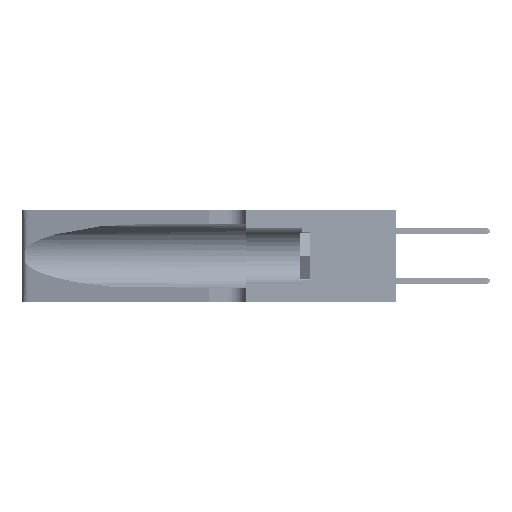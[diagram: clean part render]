
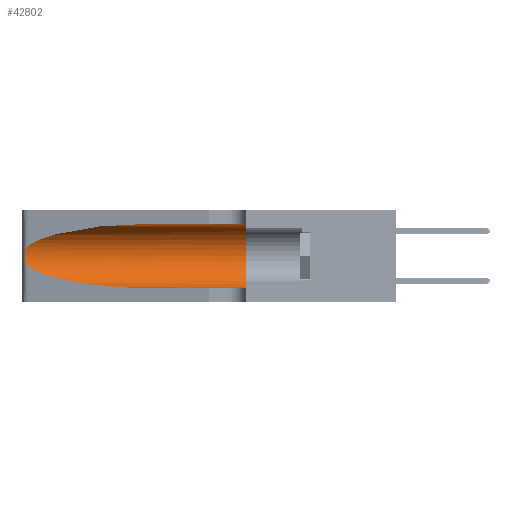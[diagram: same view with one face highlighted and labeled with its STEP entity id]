
A CAD part, left-side view. The second image highlights one B-rep face of the part: STEP entity #42802.
In plain terms, the highlighted cylindrical face has radius 3.308 mm (diameter 6.617 mm), a partial arc.
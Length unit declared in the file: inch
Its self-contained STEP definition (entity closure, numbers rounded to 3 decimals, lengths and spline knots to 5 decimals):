
#81 = DIRECTION ( 'NONE',  ( 0., 0., -1. ) ) ;
#1472 = CARTESIAN_POINT ( 'NONE',  ( 0.25487, 1.22718, 0.22369 ) ) ;
#1629 = CARTESIAN_POINT ( 'NONE',  ( 0.18966, 0.96281, 0.31525 ) ) ;
#4358 = CARTESIAN_POINT ( 'NONE',  ( 0.1305, 0.72297, 0.31525 ) ) ;
#6132 = CARTESIAN_POINT ( 'NONE',  ( 0.25487, 1.22718, 0.22369 ) ) ;
#6365 = EDGE_LOOP ( 'NONE', ( #17053, #45813, #26309, #8045, #32841, #35414 ) ) ;
#7261 = VERTEX_POINT ( 'NONE', #38690 ) ;
#7331 = EDGE_CURVE ( 'NONE', #13107, #7261, #17716, .T. ) ;
#8045 = ORIENTED_EDGE ( 'NONE', *, *, #7331, .T. ) ;
#8376 = CARTESIAN_POINT ( 'NONE',  ( 0.1305, 0.72297, 0.31525 ) ) ;
#8540 = CARTESIAN_POINT ( 'NONE',  ( 0.2373, 1.15595, 0.28018 ) ) ;
#8964 = CARTESIAN_POINT ( 'NONE',  ( 0.25487, 1.22718, 0.14631 ) ) ;
#10028 = B_SPLINE_CURVE_WITH_KNOTS ( 'NONE', 3,
 ( #6132, #10072, #43992, #21394, #28947, #32245, #35898, #32727, #36858, #33530, #33219, #44790, #25495, #48438 ),
 .UNSPECIFIED., .F., .F.,
 ( 4, 2, 2, 2, 2, 2, 4 ),
 ( 0., 0.00027, 0.00053, 0.00107, 0.0016, 0.00187, 0.00214 ),
 .UNSPECIFIED. ) ;
#10072 = CARTESIAN_POINT ( 'NONE',  ( 0.25555, 1.22994, 0.2215 ) ) ;
#10963 = CARTESIAN_POINT ( 'NONE',  ( 0.1305, 0.72297, 0.05475 ) ) ;
#11518 = CYLINDRICAL_SURFACE ( 'NONE', #12850, 0.13025 ) ;
#11900 = VERTEX_POINT ( 'NONE', #24164 ) ;
#12850 = AXIS2_PLACEMENT_3D ( 'NONE', #14928, #40942, #81 ) ;
#13107 = VERTEX_POINT ( 'NONE', #10963 ) ;
#13236 = CARTESIAN_POINT ( 'NONE',  ( 0.18966, 0.96281, 0.05475 ) ) ;
#14433 = AXIS2_PLACEMENT_3D ( 'NONE', #16381, #42746, #47029 ) ;
#14691 = EDGE_CURVE ( 'NONE', #36122, #11900, #21739, .T. ) ;
#14928 = CARTESIAN_POINT ( 'NONE',  ( 0.1305, 1.61858, 0.185 ) ) ;
#16381 = CARTESIAN_POINT ( 'NONE',  ( 0.1305, 0.35, 0.185 ) ) ;
#16523 = CARTESIAN_POINT ( 'NONE',  ( 0.2373, 1.15595, 0.08982 ) ) ;
#16930 = CARTESIAN_POINT ( 'NONE',  ( 0.1305, 1.61858, 0.05475 ) ) ;
#17053 = ORIENTED_EDGE ( 'NONE', *, *, #14691, .T. ) ;
#17716 = LINE ( 'NONE', #16930, #18315 ) ;
#18315 = VECTOR ( 'NONE', #28099, 39.37008 ) ;
#21394 = CARTESIAN_POINT ( 'NONE',  ( 0.25787, 1.23484, 0.2124 ) ) ;
#21739 =( BOUNDED_CURVE ( )  B_SPLINE_CURVE ( 3, ( #8376, #1629, #8540, #1472 ),
 .UNSPECIFIED., .F., .F. ) 
 B_SPLINE_CURVE_WITH_KNOTS ( ( 4, 4 ),
 ( 1.5708, 2.84003 ),
 .UNSPECIFIED. ) 
 CURVE ( )  GEOMETRIC_REPRESENTATION_ITEM ( )  RATIONAL_B_SPLINE_CURVE ( ( 1., 0.87, 0.87, 1. ) ) 
 REPRESENTATION_ITEM ( '' )  );
#21805 = VECTOR ( 'NONE', #24214, 39.37008 ) ;
#22875 = EDGE_CURVE ( 'NONE', #36122, #43401, #44801, .T. ) ;
#24164 = CARTESIAN_POINT ( 'NONE',  ( 0.25487, 1.22718, 0.22369 ) ) ;
#24214 = DIRECTION ( 'NONE',  ( 0., -1., 0. ) ) ;
#25495 = CARTESIAN_POINT ( 'NONE',  ( 0.25555, 1.22993, 0.14849 ) ) ;
#25589 = FACE_OUTER_BOUND ( 'NONE', #6365, .T. ) ;
#26309 = ORIENTED_EDGE ( 'NONE', *, *, #39810, .T. ) ;
#26665 = CARTESIAN_POINT ( 'NONE',  ( 0.25487, 1.22718, 0.14631 ) ) ;
#28099 = DIRECTION ( 'NONE',  ( 0., -1., 0. ) ) ;
#28947 = CARTESIAN_POINT ( 'NONE',  ( 0.25854, 1.2359, 0.20912 ) ) ;
#32245 = CARTESIAN_POINT ( 'NONE',  ( 0.26018, 1.23835, 0.19895 ) ) ;
#32727 = CARTESIAN_POINT ( 'NONE',  ( 0.26075, 1.23896, 0.178 ) ) ;
#32841 = ORIENTED_EDGE ( 'NONE', *, *, #42998, .F. ) ;
#33082 = CARTESIAN_POINT ( 'NONE',  ( 0.1305, 0.35, 0.31525 ) ) ;
#33219 = CARTESIAN_POINT ( 'NONE',  ( 0.25789, 1.23486, 0.15765 ) ) ;
#33530 = CARTESIAN_POINT ( 'NONE',  ( 0.25856, 1.23593, 0.16098 ) ) ;
#34352 = EDGE_CURVE ( 'NONE', #11900, #39964, #10028, .T. ) ;
#35256 = CARTESIAN_POINT ( 'NONE',  ( 0.1305, 1.61858, 0.31525 ) ) ;
#35414 = ORIENTED_EDGE ( 'NONE', *, *, #22875, .F. ) ;
#35898 = CARTESIAN_POINT ( 'NONE',  ( 0.26075, 1.23896, 0.19203 ) ) ;
#36122 = VERTEX_POINT ( 'NONE', #4358 ) ;
#36260 =( BOUNDED_CURVE ( )  B_SPLINE_CURVE ( 3, ( #8964, #16523, #13236, #42726 ),
 .UNSPECIFIED., .F., .T. ) 
 B_SPLINE_CURVE_WITH_KNOTS ( ( 4, 4 ),
 ( 3.44316, 4.71239 ),
 .UNSPECIFIED. ) 
 CURVE ( )  GEOMETRIC_REPRESENTATION_ITEM ( )  RATIONAL_B_SPLINE_CURVE ( ( 1., 0.87, 0.87, 1. ) ) 
 REPRESENTATION_ITEM ( '' )  );
#36858 = CARTESIAN_POINT ( 'NONE',  ( 0.26017, 1.23833, 0.17102 ) ) ;
#38690 = CARTESIAN_POINT ( 'NONE',  ( 0.1305, 0.35, 0.05475 ) ) ;
#39810 = EDGE_CURVE ( 'NONE', #39964, #13107, #36260, .T. ) ;
#39964 = VERTEX_POINT ( 'NONE', #26665 ) ;
#40942 = DIRECTION ( 'NONE',  ( 0., -1., 0. ) ) ;
#42726 = CARTESIAN_POINT ( 'NONE',  ( 0.1305, 0.72297, 0.05475 ) ) ;
#42746 = DIRECTION ( 'NONE',  ( 0., 1., 0. ) ) ;
#42802 = ADVANCED_FACE ( 'NONE', ( #25589 ), #11518, .F. ) ;
#42998 = EDGE_CURVE ( 'NONE', #43401, #7261, #46326, .T. ) ;
#43401 = VERTEX_POINT ( 'NONE', #33082 ) ;
#43992 = CARTESIAN_POINT ( 'NONE',  ( 0.25639, 1.23184, 0.21858 ) ) ;
#44790 = CARTESIAN_POINT ( 'NONE',  ( 0.25639, 1.23186, 0.15144 ) ) ;
#44801 = LINE ( 'NONE', #35256, #21805 ) ;
#45813 = ORIENTED_EDGE ( 'NONE', *, *, #34352, .T. ) ;
#46326 = CIRCLE ( 'NONE', #14433, 0.13025 ) ;
#47029 = DIRECTION ( 'NONE',  ( 0., 0., 1. ) ) ;
#48438 = CARTESIAN_POINT ( 'NONE',  ( 0.25487, 1.22718, 0.14631 ) ) ;
